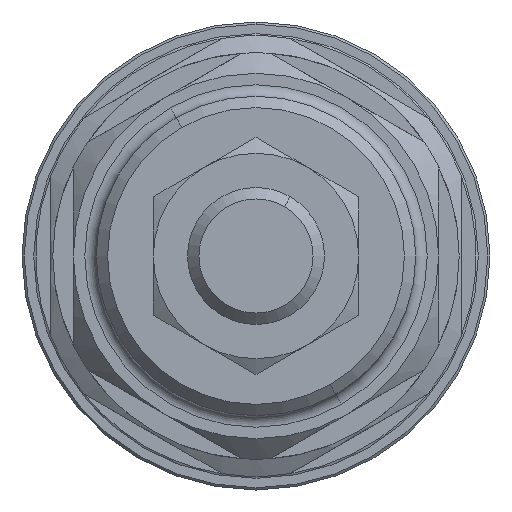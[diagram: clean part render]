
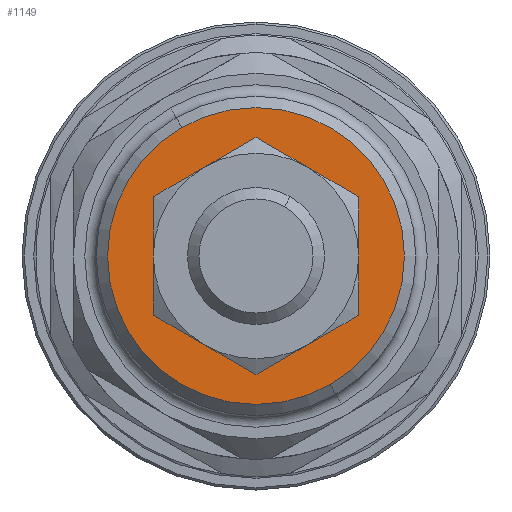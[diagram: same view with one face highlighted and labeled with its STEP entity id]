
A CAD part, left-side view. The second image highlights one B-rep face of the part: STEP entity #1149.
In plain terms, the highlighted planar face has unit normal (-1, 0, 0).
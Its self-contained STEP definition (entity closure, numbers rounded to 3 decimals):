
#15 = EDGE_CURVE ( 'NONE', #2493, #21, #2923, .T. ) ;
#21 = VERTEX_POINT ( 'NONE', #2940 ) ;
#31 = DIRECTION ( 'NONE',  ( 1., 0., 0. ) ) ;
#45 = AXIS2_PLACEMENT_3D ( 'NONE', #479, #4405, #3577 ) ;
#67 = EDGE_CURVE ( 'NONE', #3245, #343, #2431, .T. ) ;
#86 = DIRECTION ( 'NONE',  ( 1., 0., 0. ) ) ;
#252 = DIRECTION ( 'NONE',  ( 0., 0.5, -0.866 ) ) ;
#343 = VERTEX_POINT ( 'NONE', #4871 ) ;
#479 = CARTESIAN_POINT ( 'NONE',  ( -32.9, 6.5, 11.258 ) ) ;
#516 = AXIS2_PLACEMENT_3D ( 'NONE', #1803, #626, #4399 ) ;
#551 = VERTEX_POINT ( 'NONE', #4912 ) ;
#563 = DIRECTION ( 'NONE',  ( 0., 0.5, -0.866 ) ) ;
#570 = CIRCLE ( 'NONE', #4926, 9. ) ;
#577 = CARTESIAN_POINT ( 'NONE',  ( -32.9, 0., 0. ) ) ;
#626 = DIRECTION ( 'NONE',  ( 1., 0., 0. ) ) ;
#737 = VERTEX_POINT ( 'NONE', #2355 ) ;
#849 = CIRCLE ( 'NONE', #3773, 13. ) ;
#914 = CIRCLE ( 'NONE', #2325, 9. ) ;
#977 = DIRECTION ( 'NONE',  ( 0., 0.5, -0.866 ) ) ;
#978 = EDGE_CURVE ( 'NONE', #343, #5061, #5083, .T. ) ;
#981 = ORIENTED_EDGE ( 'NONE', *, *, #1184, .T. ) ;
#1021 = ORIENTED_EDGE ( 'NONE', *, *, #15, .T. ) ;
#1149 = ADVANCED_FACE ( 'NONE', ( #3787, #4748 ), #4423, .F. ) ;
#1184 = EDGE_CURVE ( 'NONE', #5061, #737, #3844, .T. ) ;
#1540 = CARTESIAN_POINT ( 'NONE',  ( -32.9, 0., 0. ) ) ;
#1803 = CARTESIAN_POINT ( 'NONE',  ( -32.9, 0., 0. ) ) ;
#1898 = AXIS2_PLACEMENT_3D ( 'NONE', #3784, #2148, #4964 ) ;
#1934 = DIRECTION ( 'NONE',  ( 0., -0.5, -0.866 ) ) ;
#1999 = CARTESIAN_POINT ( 'NONE',  ( -32.9, 4.5, 7.794 ) ) ;
#2069 = EDGE_CURVE ( 'NONE', #737, #3909, #570, .T. ) ;
#2086 = DIRECTION ( 'NONE',  ( -1., 0., 0. ) ) ;
#2118 = CARTESIAN_POINT ( 'NONE',  ( -32.9, -9., 0. ) ) ;
#2148 = DIRECTION ( 'NONE',  ( 1., 0., 0. ) ) ;
#2325 = AXIS2_PLACEMENT_3D ( 'NONE', #2400, #31, #2794 ) ;
#2355 = CARTESIAN_POINT ( 'NONE',  ( -32.9, -4.5, -7.794 ) ) ;
#2381 = CARTESIAN_POINT ( 'NONE',  ( -32.9, 4.5, -7.794 ) ) ;
#2400 = CARTESIAN_POINT ( 'NONE',  ( -32.9, 0., 0. ) ) ;
#2431 = CIRCLE ( 'NONE', #516, 9. ) ;
#2493 = VERTEX_POINT ( 'NONE', #3424 ) ;
#2547 = ORIENTED_EDGE ( 'NONE', *, *, #3148, .T. ) ;
#2794 = DIRECTION ( 'NONE',  ( 0., 0.5, -0.866 ) ) ;
#2895 = AXIS2_PLACEMENT_3D ( 'NONE', #5104, #86, #563 ) ;
#2923 = CIRCLE ( 'NONE', #4334, 13. ) ;
#2940 = CARTESIAN_POINT ( 'NONE',  ( -32.9, -6.5, -11.258 ) ) ;
#3084 = ORIENTED_EDGE ( 'NONE', *, *, #3240, .T. ) ;
#3148 = EDGE_CURVE ( 'NONE', #21, #2493, #849, .T. ) ;
#3240 = EDGE_CURVE ( 'NONE', #3909, #551, #914, .T. ) ;
#3245 = VERTEX_POINT ( 'NONE', #1999 ) ;
#3334 = DIRECTION ( 'NONE',  ( 1., 0., 0. ) ) ;
#3424 = CARTESIAN_POINT ( 'NONE',  ( -32.9, 6.5, 11.258 ) ) ;
#3426 = EDGE_LOOP ( 'NONE', ( #981, #4308, #3084, #3478, #4813, #5051 ) ) ;
#3478 = ORIENTED_EDGE ( 'NONE', *, *, #4152, .T. ) ;
#3569 = DIRECTION ( 'NONE',  ( 1., 0., 0. ) ) ;
#3577 = DIRECTION ( 'NONE',  ( 0., 0.5, 0.866 ) ) ;
#3718 = AXIS2_PLACEMENT_3D ( 'NONE', #577, #3334, #977 ) ;
#3744 = DIRECTION ( 'NONE',  ( 0., -0.5, -0.866 ) ) ;
#3753 = CIRCLE ( 'NONE', #3718, 9. ) ;
#3773 = AXIS2_PLACEMENT_3D ( 'NONE', #1540, #4333, #1934 ) ;
#3784 = CARTESIAN_POINT ( 'NONE',  ( -32.9, 0., 0. ) ) ;
#3787 = FACE_BOUND ( 'NONE', #3426, .T. ) ;
#3844 = CIRCLE ( 'NONE', #1898, 9. ) ;
#3909 = VERTEX_POINT ( 'NONE', #2381 ) ;
#4147 = CARTESIAN_POINT ( 'NONE',  ( -32.9, 0., 0. ) ) ;
#4148 = EDGE_LOOP ( 'NONE', ( #1021, #2547 ) ) ;
#4152 = EDGE_CURVE ( 'NONE', #551, #3245, #3753, .T. ) ;
#4308 = ORIENTED_EDGE ( 'NONE', *, *, #2069, .T. ) ;
#4333 = DIRECTION ( 'NONE',  ( -1., 0., 0. ) ) ;
#4334 = AXIS2_PLACEMENT_3D ( 'NONE', #4147, #2086, #3744 ) ;
#4399 = DIRECTION ( 'NONE',  ( 0., 0.5, -0.866 ) ) ;
#4405 = DIRECTION ( 'NONE',  ( 1., 0., 0. ) ) ;
#4423 = PLANE ( 'NONE',  #45 ) ;
#4748 = FACE_OUTER_BOUND ( 'NONE', #4148, .T. ) ;
#4813 = ORIENTED_EDGE ( 'NONE', *, *, #67, .T. ) ;
#4871 = CARTESIAN_POINT ( 'NONE',  ( -32.9, -4.5, 7.794 ) ) ;
#4912 = CARTESIAN_POINT ( 'NONE',  ( -32.9, 9., 0. ) ) ;
#4926 = AXIS2_PLACEMENT_3D ( 'NONE', #5129, #3569, #252 ) ;
#4964 = DIRECTION ( 'NONE',  ( 0., 0.5, -0.866 ) ) ;
#5051 = ORIENTED_EDGE ( 'NONE', *, *, #978, .T. ) ;
#5061 = VERTEX_POINT ( 'NONE', #2118 ) ;
#5083 = CIRCLE ( 'NONE', #2895, 9. ) ;
#5104 = CARTESIAN_POINT ( 'NONE',  ( -32.9, 0., 0. ) ) ;
#5129 = CARTESIAN_POINT ( 'NONE',  ( -32.9, 0., 0. ) ) ;
